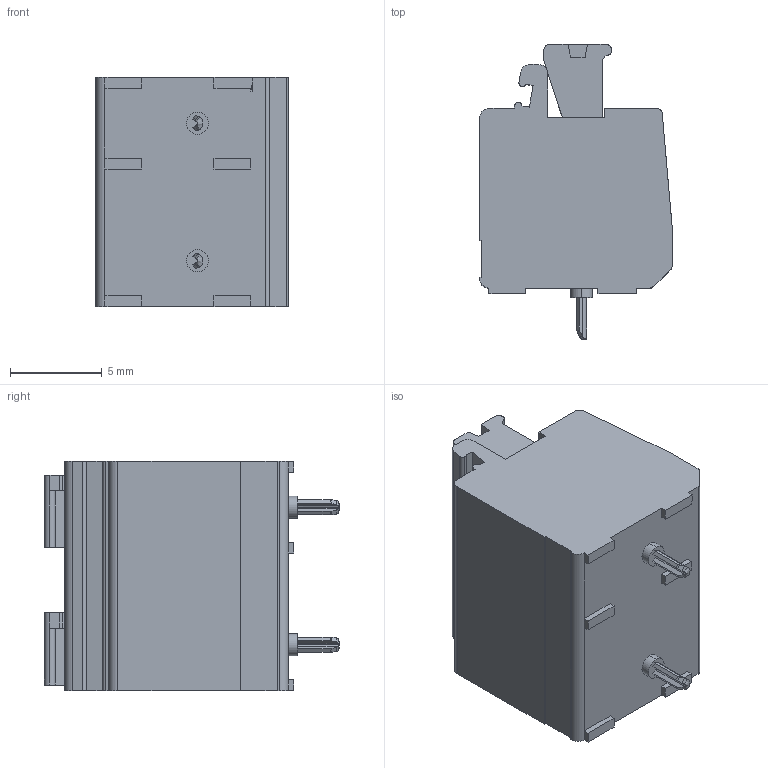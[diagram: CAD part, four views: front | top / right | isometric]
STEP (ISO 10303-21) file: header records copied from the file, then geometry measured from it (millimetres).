
FILE_DESCRIPTION(('SolidDesigner STEP Export'),'2;1');
FILE_NAME('pts_1.5-2-7.5.stp','2011-03-30T 8:58:59',(''),(''),'CoCreate Modeling STEP processor for AP214 (Solid Model)','CoCreate Modeling 16.00A 16-Aug-2008 (C) Parametric Technology GmbH','');
FILE_SCHEMA(('AUTOMOTIVE_DESIGN { 1 0 10303 214 1 1 1 1 }'));
Length unit declared in the file: millimetre
Products named in the file (2): pts_1.5-2-7.5
Assembly tree (1 placements, depth 2):
  pts_1.5-2-7.5
    pts_1.5-2-7.5
Bounding box: 10.5 x 16.1 x 12.5 mm (x, y, z)
Volume: 1283.6 mm3; surface area: 992.4 mm2
Topology: 1 solids, 1 shells, 228 faces, 632 edges, 421 vertices
Faces by surface type: plane 133, cylinder 81, cone 12, bspline 2
Entity records: 10644 total; most frequent: CARTESIAN_POINT 3095, ORIENTED_EDGE 1264, DIRECTION 1073, EDGE_CURVE 632, VERTEX_POINT 421, VECTOR 411, LINE 411, AXIS2_PLACEMENT_3D 331
